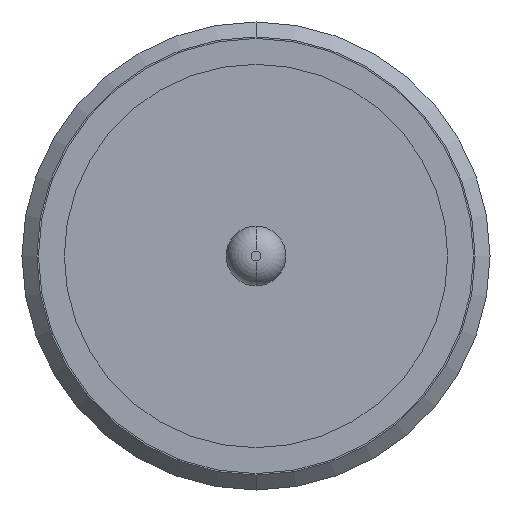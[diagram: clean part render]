
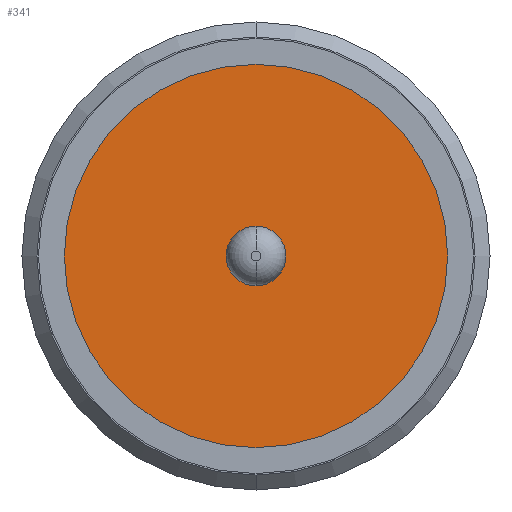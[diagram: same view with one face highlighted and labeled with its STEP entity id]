
A CAD part, front view. The second image highlights one B-rep face of the part: STEP entity #341.
In plain terms, the highlighted planar face has unit normal (0, -1, 0).
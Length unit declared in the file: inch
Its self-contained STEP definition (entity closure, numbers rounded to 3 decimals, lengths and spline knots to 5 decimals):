
#64 = ORIENTED_EDGE ( 'NONE', *, *, #65, .T. ) ;
#65 = EDGE_CURVE ( 'NONE', #1386, #1491, #391, .T. ) ;
#66 = ORIENTED_EDGE ( 'NONE', *, *, #1490, .T. ) ;
#67 = EDGE_LOOP ( 'NONE', ( #68, #70 ) ) ;
#68 = ORIENTED_EDGE ( 'NONE', *, *, #69, .F. ) ;
#69 = EDGE_CURVE ( 'NONE', #1522, #1483, #386, .T. ) ;
#70 = ORIENTED_EDGE ( 'NONE', *, *, #1521, .F. ) ;
#341 = ADVANCED_FACE ( 'NONE', ( #896, #895 ), #848, .T. ) ;
#342 = EDGE_LOOP ( 'NONE', ( #64, #66 ) ) ;
#386 = CIRCLE ( 'NONE', #407, 0.03 ) ;
#387 = DIRECTION ( 'NONE',  ( 0., 0., -1. ) ) ;
#388 = DIRECTION ( 'NONE',  ( 0., -1., 0. ) ) ;
#389 = CARTESIAN_POINT ( 'NONE',  ( 0., -0.56, 0. ) ) ;
#390 = AXIS2_PLACEMENT_3D ( 'NONE', #389, #388, #387 ) ;
#391 = CIRCLE ( 'NONE', #390, 0.1925 ) ;
#404 = DIRECTION ( 'NONE',  ( 0., 0., -1. ) ) ;
#405 = DIRECTION ( 'NONE',  ( 0., -1., 0. ) ) ;
#406 = CARTESIAN_POINT ( 'NONE',  ( 0., -0.56, 0. ) ) ;
#407 = AXIS2_PLACEMENT_3D ( 'NONE', #406, #405, #404 ) ;
#848 = PLANE ( 'NONE',  #894 ) ;
#891 = DIRECTION ( 'NONE',  ( 0., 0., -1. ) ) ;
#892 = DIRECTION ( 'NONE',  ( 0., -1., 0. ) ) ;
#893 = CARTESIAN_POINT ( 'NONE',  ( 0., -0.56, 0. ) ) ;
#894 = AXIS2_PLACEMENT_3D ( 'NONE', #893, #892, #891 ) ;
#895 = FACE_BOUND ( 'NONE', #67, .T. ) ;
#896 = FACE_OUTER_BOUND ( 'NONE', #342, .T. ) ;
#996 = CARTESIAN_POINT ( 'NONE',  ( 0., -0.56, -0.1925 ) ) ;
#1072 = CARTESIAN_POINT ( 'NONE',  ( 0., -0.56, 0.1925 ) ) ;
#1073 = DIRECTION ( 'NONE',  ( 0., 0., -1. ) ) ;
#1074 = DIRECTION ( 'NONE',  ( 0., -1., 0. ) ) ;
#1075 = CARTESIAN_POINT ( 'NONE',  ( 0., -0.56, 0. ) ) ;
#1076 = AXIS2_PLACEMENT_3D ( 'NONE', #1075, #1074, #1073 ) ;
#1077 = CIRCLE ( 'NONE', #1076, 0.1925 ) ;
#1162 = CARTESIAN_POINT ( 'NONE',  ( 0., -0.56, 0.03 ) ) ;
#1163 = DIRECTION ( 'NONE',  ( 0., 0., -1. ) ) ;
#1164 = DIRECTION ( 'NONE',  ( 0., -1., 0. ) ) ;
#1165 = CARTESIAN_POINT ( 'NONE',  ( 0., -0.56, 0. ) ) ;
#1166 = AXIS2_PLACEMENT_3D ( 'NONE', #1165, #1164, #1163 ) ;
#1167 = CIRCLE ( 'NONE', #1166, 0.03 ) ;
#1198 = CARTESIAN_POINT ( 'NONE',  ( 0., -0.56, -0.03 ) ) ;
#1386 = VERTEX_POINT ( 'NONE', #996 ) ;
#1483 = VERTEX_POINT ( 'NONE', #1198 ) ;
#1490 = EDGE_CURVE ( 'NONE', #1491, #1386, #1077, .T. ) ;
#1491 = VERTEX_POINT ( 'NONE', #1072 ) ;
#1521 = EDGE_CURVE ( 'NONE', #1483, #1522, #1167, .T. ) ;
#1522 = VERTEX_POINT ( 'NONE', #1162 ) ;
